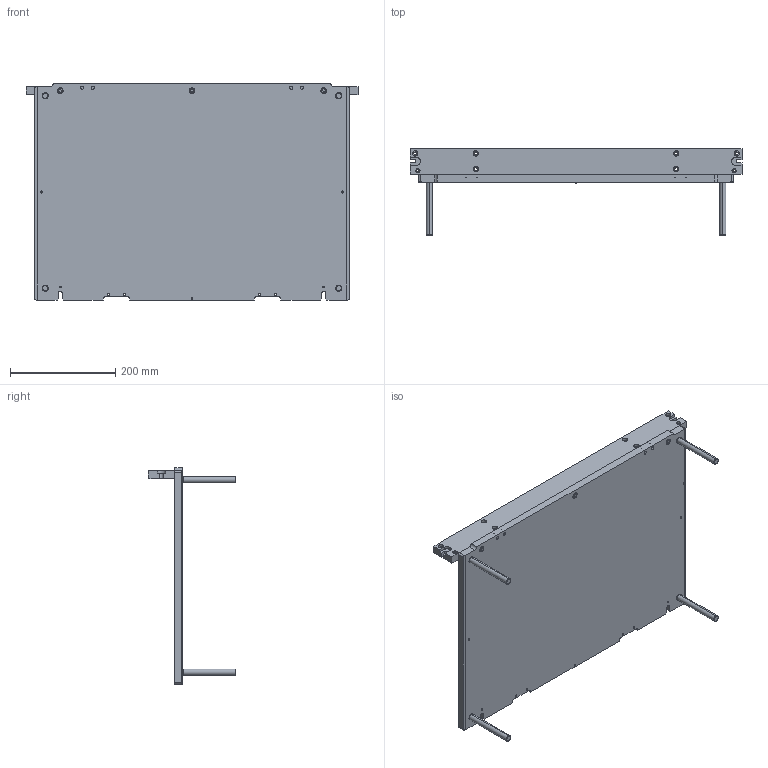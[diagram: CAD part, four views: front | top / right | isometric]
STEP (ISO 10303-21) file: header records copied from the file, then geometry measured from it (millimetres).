
FILE_DESCRIPTION (( 'STEP AP214' ), '1' );
FILE_NAME ('INGUN_54984-KIT.STEP', '2024-10-09T08:43:02', ( '' ), ( '' ), 'SwSTEP 2.0', 'SolidWorks 2021', '' );
FILE_SCHEMA (( 'AUTOMOTIVE_DESIGN' ));
Length unit declared in the file: millimetre
Products named in the file (8): INGUN_54984-KIT; DIN912~n_M04,0x016; 23962~1; DIN912~n_M06,0x020; DIN6325~n_03,0m6x014; 21281~0_S; 53722~2; 53721~1
Assembly tree (18 placements, depth 2):
  INGUN_54984-KIT
    53722~2
    53721~1
    23962~1  x4
    DIN912~n_M06,0x020  x3
    DIN6325~n_03,0m6x014
    DIN912~n_M04,0x016  x4
    21281~0_S  x4
Bounding box: 630 x 165.8 x 410 mm (x, y, z)
Volume: 4147281.8 mm3; surface area: 630943.8 mm2
Topology: 18 solids, 18 shells, 478 faces, 1144 edges, 729 vertices
Faces by surface type: cylinder 250, plane 142, cone 82, sphere 4
Entity records: 9755 total; most frequent: DIRECTION 1767, CARTESIAN_POINT 1565, ORIENTED_EDGE 1502, EDGE_CURVE 751, AXIS2_PLACEMENT_3D 688, VERTEX_POINT 486, EDGE_LOOP 393, VECTOR 391
